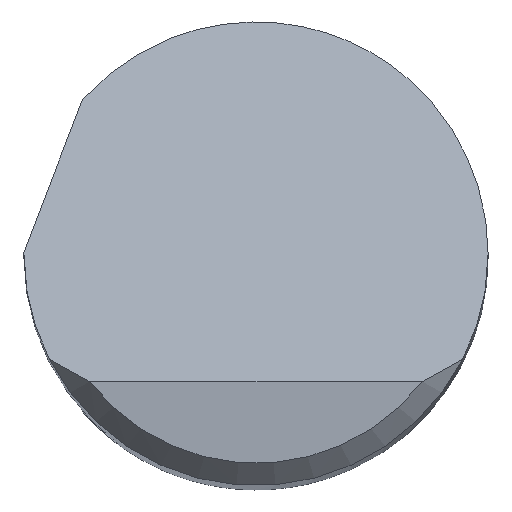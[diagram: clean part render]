
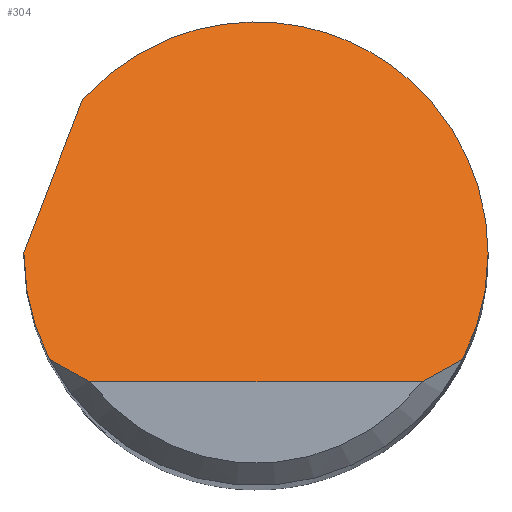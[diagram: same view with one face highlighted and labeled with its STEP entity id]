
A CAD part, top view. The second image highlights one B-rep face of the part: STEP entity #304.
In plain terms, the highlighted planar face has unit normal (0, 0.707, 0.707).
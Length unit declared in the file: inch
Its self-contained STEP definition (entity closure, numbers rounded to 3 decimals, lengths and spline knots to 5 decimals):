
#32 = ORIENTED_EDGE ( 'NONE', *, *, #755, .F. ) ;
#43 = ORIENTED_EDGE ( 'NONE', *, *, #79, .T. ) ;
#73 = CARTESIAN_POINT ( 'NONE',  ( 0.13906, -0.07125, 1.985 ) ) ;
#79 = EDGE_CURVE ( 'NONE', #732, #473, #121, .T. ) ;
#82 = VECTOR ( 'NONE', #661, 39.37008 ) ;
#84 = CARTESIAN_POINT ( 'NONE',  ( -0.15625, 0., 1.91375 ) ) ;
#86 = CARTESIAN_POINT ( 'NONE',  ( 0.15625, 0., 1.91375 ) ) ;
#90 = CARTESIAN_POINT ( 'NONE',  ( -0.15625, 0.001, 1.91275 ) ) ;
#93 = CARTESIAN_POINT ( 'NONE',  ( -0.15625, 0.001, 1.91275 ) ) ;
#101 = CARTESIAN_POINT ( 'NONE',  ( -0.15625, -0.08625, 2. ) ) ;
#103 =( BOUNDED_CURVE ( )  B_SPLINE_CURVE ( 3, ( #770, #192, #774, #93 ),
 .UNSPECIFIED., .F., .T. ) 
 B_SPLINE_CURVE_WITH_KNOTS ( ( 4, 4 ),
 ( 4.71239, 4.71879 ),
 .UNSPECIFIED. ) 
 CURVE ( )  GEOMETRIC_REPRESENTATION_ITEM ( )  RATIONAL_B_SPLINE_CURVE ( ( 1., 1., 1., 1. ) ) 
 REPRESENTATION_ITEM ( '' )  );
#105 = CARTESIAN_POINT ( 'NONE',  ( -0.13906, -0.07125, 1.985 ) ) ;
#106 = DIRECTION ( 'NONE',  ( 1., 0., 0. ) ) ;
#112 = CARTESIAN_POINT ( 'NONE',  ( 0., -0.08625, 2. ) ) ;
#121 = LINE ( 'NONE', #112, #777 ) ;
#131 = EDGE_CURVE ( 'NONE', #522, #312, #651, .T. ) ;
#146 = DIRECTION ( 'NONE',  ( 0., -0.707, -0.707 ) ) ;
#150 = B_SPLINE_CURVE_WITH_KNOTS ( 'NONE', 3,
 ( #523, #800, #715, #457 ),
 .UNSPECIFIED., .F., .F.,
 ( 4, 4 ),
 ( 0., 0.00088 ),
 .UNSPECIFIED. ) ;
#163 = CARTESIAN_POINT ( 'NONE',  ( -0.11186, -0.08625, 2. ) ) ;
#171 = CARTESIAN_POINT ( 'NONE',  ( -0.11687, 0.10371, 1.81004 ) ) ;
#192 = CARTESIAN_POINT ( 'NONE',  ( -0.15625, 0.00033, 1.91342 ) ) ;
#197 = ORIENTED_EDGE ( 'NONE', *, *, #678, .F. ) ;
#203 = CARTESIAN_POINT ( 'NONE',  ( 0.15625, 0.17085, 1.7429 ) ) ;
#208 = CARTESIAN_POINT ( 'NONE',  ( -0.11186, -0.08625, 2. ) ) ;
#239 = CARTESIAN_POINT ( 'NONE',  ( 0.11186, -0.08625, 2. ) ) ;
#265 = EDGE_CURVE ( 'NONE', #568, #322, #103, .T. ) ;
#267 = CARTESIAN_POINT ( 'NONE',  ( -0.15041, -0.04909, 1.96284 ) ) ;
#272 = LINE ( 'NONE', #458, #82 ) ;
#274 = EDGE_CURVE ( 'NONE', #525, #732, #351, .T. ) ;
#283 = DIRECTION ( 'NONE',  ( 0., 0.707, -0.707 ) ) ;
#291 = CARTESIAN_POINT ( 'NONE',  ( -0.11687, 0.10371, 1.81004 ) ) ;
#304 = ADVANCED_FACE ( 'NONE', ( #664 ), #676, .F. ) ;
#312 = VERTEX_POINT ( 'NONE', #86 ) ;
#322 = VERTEX_POINT ( 'NONE', #90 ) ;
#328 = CARTESIAN_POINT ( 'NONE',  ( -0.13906, -0.07125, 1.985 ) ) ;
#351 = B_SPLINE_CURVE_WITH_KNOTS ( 'NONE', 3,
 ( #328, #719, #524, #163 ),
 .UNSPECIFIED., .F., .F.,
 ( 4, 4 ),
 ( 0., 0.00088 ),
 .UNSPECIFIED. ) ;
#371 = CARTESIAN_POINT ( 'NONE',  ( -0.15625, 0., 1.91375 ) ) ;
#389 = CARTESIAN_POINT ( 'NONE',  ( -0.00347, 0.2315, 1.68225 ) ) ;
#403 =( BOUNDED_CURVE ( )  B_SPLINE_CURVE ( 3, ( #781, #578, #707, #73 ),
 .UNSPECIFIED., .F., .T. ) 
 B_SPLINE_CURVE_WITH_KNOTS ( ( 4, 4 ),
 ( 1.5708, 2.04429 ),
 .UNSPECIFIED. ) 
 CURVE ( )  GEOMETRIC_REPRESENTATION_ITEM ( )  RATIONAL_B_SPLINE_CURVE ( ( 1., 0.981, 0.981, 1. ) ) 
 REPRESENTATION_ITEM ( '' )  );
#415 = EDGE_CURVE ( 'NONE', #322, #522, #272, .T. ) ;
#443 = CARTESIAN_POINT ( 'NONE',  ( 0.15625, 0., 1.91375 ) ) ;
#457 = CARTESIAN_POINT ( 'NONE',  ( 0.13906, -0.07125, 1.985 ) ) ;
#458 = CARTESIAN_POINT ( 'NONE',  ( -0.18741, -0.08028, 1.99403 ) ) ;
#470 = ORIENTED_EDGE ( 'NONE', *, *, #274, .T. ) ;
#473 = VERTEX_POINT ( 'NONE', #239 ) ;
#492 = VERTEX_POINT ( 'NONE', #559 ) ;
#494 =( BOUNDED_CURVE ( )  B_SPLINE_CURVE ( 3, ( #660, #267, #729, #84 ),
 .UNSPECIFIED., .F., .T. ) 
 B_SPLINE_CURVE_WITH_KNOTS ( ( 4, 4 ),
 ( 4.23889, 4.71239 ),
 .UNSPECIFIED. ) 
 CURVE ( )  GEOMETRIC_REPRESENTATION_ITEM ( )  RATIONAL_B_SPLINE_CURVE ( ( 1., 0.981, 0.981, 1. ) ) 
 REPRESENTATION_ITEM ( '' )  );
#522 = VERTEX_POINT ( 'NONE', #291 ) ;
#523 = CARTESIAN_POINT ( 'NONE',  ( 0.11186, -0.08625, 2. ) ) ;
#524 = CARTESIAN_POINT ( 'NONE',  ( -0.12131, -0.0816, 1.99535 ) ) ;
#525 = VERTEX_POINT ( 'NONE', #105 ) ;
#559 = CARTESIAN_POINT ( 'NONE',  ( 0.13906, -0.07125, 1.985 ) ) ;
#565 = EDGE_LOOP ( 'NONE', ( #43, #822, #197, #689, #782, #590, #32, #470 ) ) ;
#568 = VERTEX_POINT ( 'NONE', #371 ) ;
#578 = CARTESIAN_POINT ( 'NONE',  ( 0.15625, -0.02489, 1.93864 ) ) ;
#590 = ORIENTED_EDGE ( 'NONE', *, *, #265, .F. ) ;
#633 = AXIS2_PLACEMENT_3D ( 'NONE', #101, #146, #283 ) ;
#651 =( BOUNDED_CURVE ( )  B_SPLINE_CURVE ( 3, ( #171, #389, #203, #443 ),
 .UNSPECIFIED., .F., .T. ) 
 B_SPLINE_CURVE_WITH_KNOTS ( ( 4, 4 ),
 ( 5.4382, 7.85398 ),
 .UNSPECIFIED. ) 
 CURVE ( )  GEOMETRIC_REPRESENTATION_ITEM ( )  RATIONAL_B_SPLINE_CURVE ( ( 1., 0.57, 0.57, 1. ) ) 
 REPRESENTATION_ITEM ( '' )  );
#660 = CARTESIAN_POINT ( 'NONE',  ( -0.13906, -0.07125, 1.985 ) ) ;
#661 = DIRECTION ( 'NONE',  ( 0.262, 0.682, -0.682 ) ) ;
#664 = FACE_OUTER_BOUND ( 'NONE', #565, .T. ) ;
#676 = PLANE ( 'NONE',  #633 ) ;
#678 = EDGE_CURVE ( 'NONE', #312, #492, #403, .T. ) ;
#689 = ORIENTED_EDGE ( 'NONE', *, *, #131, .F. ) ;
#707 = CARTESIAN_POINT ( 'NONE',  ( 0.15041, -0.04909, 1.96284 ) ) ;
#715 = CARTESIAN_POINT ( 'NONE',  ( 0.13035, -0.07657, 1.99032 ) ) ;
#719 = CARTESIAN_POINT ( 'NONE',  ( -0.13035, -0.07657, 1.99032 ) ) ;
#729 = CARTESIAN_POINT ( 'NONE',  ( -0.15625, -0.02489, 1.93864 ) ) ;
#732 = VERTEX_POINT ( 'NONE', #208 ) ;
#755 = EDGE_CURVE ( 'NONE', #525, #568, #494, .T. ) ;
#769 = EDGE_CURVE ( 'NONE', #473, #492, #150, .T. ) ;
#770 = CARTESIAN_POINT ( 'NONE',  ( -0.15625, 0., 1.91375 ) ) ;
#774 = CARTESIAN_POINT ( 'NONE',  ( -0.15625, 0.00067, 1.91308 ) ) ;
#777 = VECTOR ( 'NONE', #106, 39.37008 ) ;
#781 = CARTESIAN_POINT ( 'NONE',  ( 0.15625, 0., 1.91375 ) ) ;
#782 = ORIENTED_EDGE ( 'NONE', *, *, #415, .F. ) ;
#800 = CARTESIAN_POINT ( 'NONE',  ( 0.12131, -0.0816, 1.99535 ) ) ;
#822 = ORIENTED_EDGE ( 'NONE', *, *, #769, .T. ) ;
